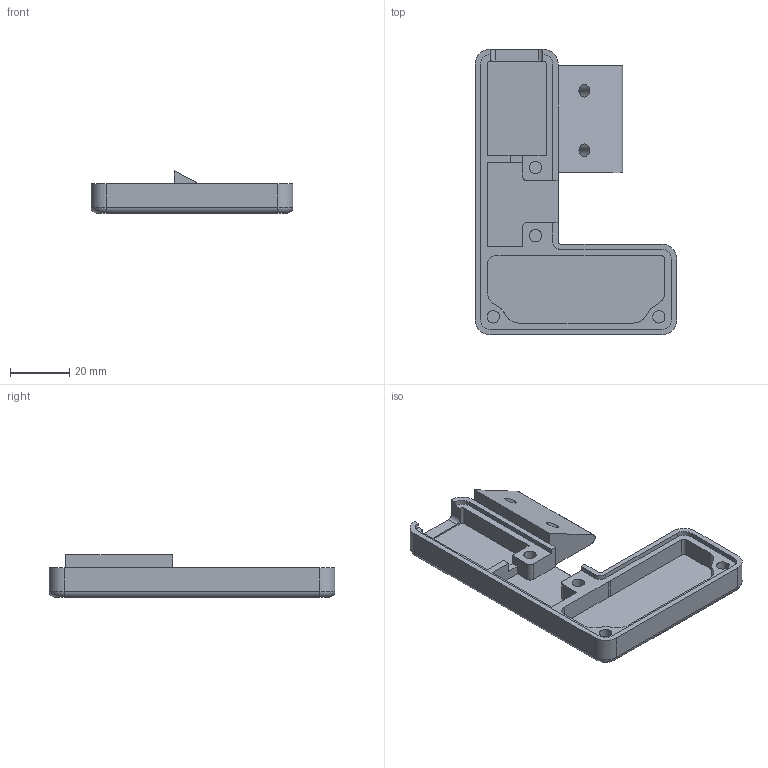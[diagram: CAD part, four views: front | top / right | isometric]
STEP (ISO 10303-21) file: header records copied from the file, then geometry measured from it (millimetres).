
FILE_DESCRIPTION(('FreeCAD Model'),'2;1');
FILE_NAME('Open CASCADE Shape Model','2025-02-08T16:28:43',(''),(''), 'Open CASCADE STEP processor 7.8','FreeCAD','Unknown');
FILE_SCHEMA(('AUTOMOTIVE_DESIGN { 1 0 10303 214 1 1 1 1 }'));
Length unit declared in the file: millimetre
Products named in the file (1): Bridges Variant
Bounding box: 67.95 x 96.3 x 14.36 mm (x, y, z)
Volume: 23421.1 mm3; surface area: 15498.1 mm2
Topology: 1 solids, 1 shells, 97 faces, 255 edges, 167 vertices
Faces by surface type: plane 54, cylinder 35, torus 6, extrusion 2
Full cylindrical faces by diameter (mm): 4.2 x4
Entity records: 3236 total; most frequent: CARTESIAN_POINT 748, DIRECTION 525, ORIENTED_EDGE 510, EDGE_CURVE 255, AXIS2_PLACEMENT_3D 179, VERTEX_POINT 167, VECTOR 167, LINE 165
